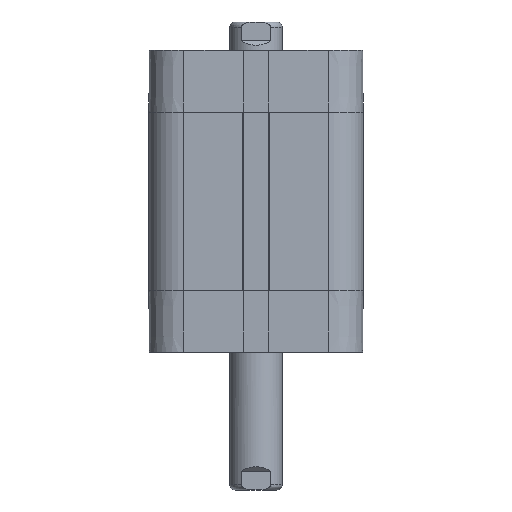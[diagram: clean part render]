
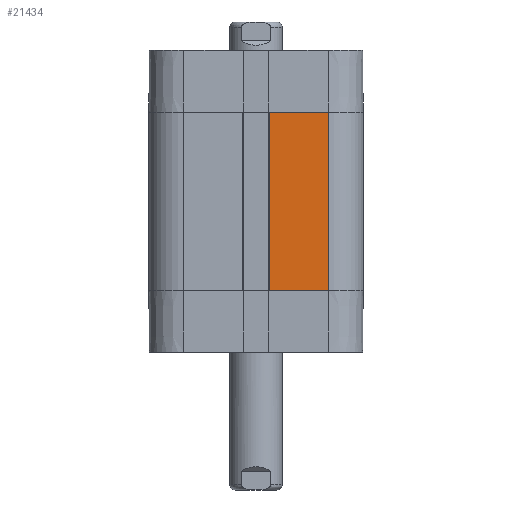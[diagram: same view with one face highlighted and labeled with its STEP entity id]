
A CAD part, left-side view. The second image highlights one B-rep face of the part: STEP entity #21434.
In plain terms, the highlighted face is planar.
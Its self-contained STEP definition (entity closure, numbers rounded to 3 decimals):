
#20769=CARTESIAN_POINT('',(24.5,16.5,0.0));
#20770=VERTEX_POINT('',#20769);
#20778=CARTESIAN_POINT('',(24.5,3.1,0.0));
#20779=VERTEX_POINT('',#20778);
#20780=CARTESIAN_POINT('',(24.5,16.5,0.0));
#20781=DIRECTION('',(0.0,-1.0,0.0));
#20782=VECTOR('',#20781,13.4);
#20783=LINE('',#20780,#20782);
#20784=EDGE_CURVE('',#20770,#20779,#20783,.T.);
#21385=CARTESIAN_POINT('',(24.5,3.1,40.8));
#21386=VERTEX_POINT('',#21385);
#21387=CARTESIAN_POINT('',(24.5,3.1,0.0));
#21388=DIRECTION('',(0.0,0.0,1.0));
#21389=VECTOR('',#21388,40.8);
#21390=LINE('',#21387,#21389);
#21391=EDGE_CURVE('',#20779,#21386,#21390,.T.);
#21411=CARTESIAN_POINT('',(24.5,16.5,0.0));
#21412=DIRECTION('',(1.0,0.0,0.0));
#21413=DIRECTION('',(0.0,0.0,-1.0));
#21414=AXIS2_PLACEMENT_3D('',#21411,#21412,#21413);
#21415=PLANE('',#21414);
#21416=ORIENTED_EDGE('',*,*,#21391,.F.);
#21417=ORIENTED_EDGE('',*,*,#20784,.F.);
#21418=CARTESIAN_POINT('',(24.5,16.5,40.8));
#21419=VERTEX_POINT('',#21418);
#21420=CARTESIAN_POINT('',(24.5,16.5,0.0));
#21421=DIRECTION('',(0.0,0.0,1.0));
#21422=VECTOR('',#21421,40.8);
#21423=LINE('',#21420,#21422);
#21424=EDGE_CURVE('',#20770,#21419,#21423,.T.);
#21425=ORIENTED_EDGE('',*,*,#21424,.T.);
#21426=CARTESIAN_POINT('',(24.5,16.5,40.8));
#21427=DIRECTION('',(0.0,-1.0,0.0));
#21428=VECTOR('',#21427,13.4);
#21429=LINE('',#21426,#21428);
#21430=EDGE_CURVE('',#21419,#21386,#21429,.T.);
#21431=ORIENTED_EDGE('',*,*,#21430,.T.);
#21432=EDGE_LOOP('',(#21416,#21417,#21425,#21431));
#21433=FACE_OUTER_BOUND('',#21432,.T.);
#21434=ADVANCED_FACE('',(#21433),#21415,.T.);
